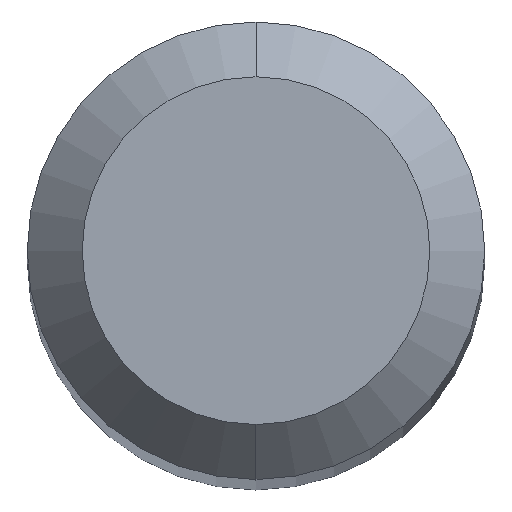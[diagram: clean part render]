
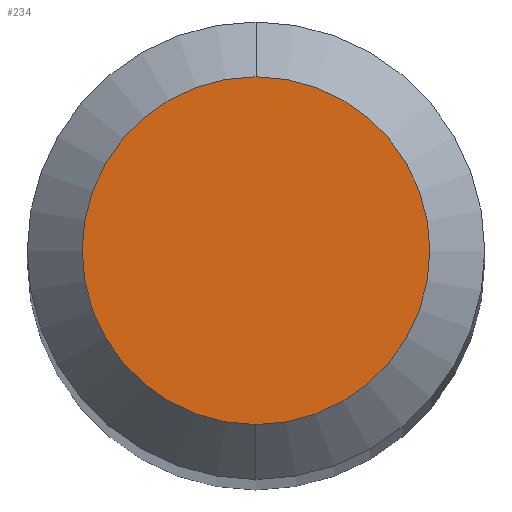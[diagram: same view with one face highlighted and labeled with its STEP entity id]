
A CAD part, top view. The second image highlights one B-rep face of the part: STEP entity #234.
In plain terms, the highlighted planar face has unit normal (0, 0, 1).
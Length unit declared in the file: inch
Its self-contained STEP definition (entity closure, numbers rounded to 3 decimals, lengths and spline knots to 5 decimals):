
#17 = DIRECTION ( 'NONE',  ( 0., 0., 1. ) ) ;
#34 = DIRECTION ( 'NONE',  ( 0., 1., 0. ) ) ;
#63 = PLANE ( 'NONE',  #464 ) ;
#120 = DIRECTION ( 'NONE',  ( 0., -1., 0. ) ) ;
#158 = EDGE_LOOP ( 'NONE', ( #310, #482 ) ) ;
#188 = CARTESIAN_POINT ( 'NONE',  ( 0., 0.0475, 0. ) ) ;
#207 = CIRCLE ( 'NONE', #299, 0.0475 ) ;
#234 = ADVANCED_FACE ( 'NONE', ( #447 ), #63, .F. ) ;
#235 = CARTESIAN_POINT ( 'NONE',  ( 0., -0.0475, 0. ) ) ;
#245 = CARTESIAN_POINT ( 'NONE',  ( 0., 0., 0. ) ) ;
#256 = AXIS2_PLACEMENT_3D ( 'NONE', #456, #17, #405 ) ;
#267 = CIRCLE ( 'NONE', #256, 0.0475 ) ;
#299 = AXIS2_PLACEMENT_3D ( 'NONE', #245, #322, #120 ) ;
#310 = ORIENTED_EDGE ( 'NONE', *, *, #504, .T. ) ;
#322 = DIRECTION ( 'NONE',  ( 0., 0., 1. ) ) ;
#349 = VERTEX_POINT ( 'NONE', #235 ) ;
#382 = VERTEX_POINT ( 'NONE', #188 ) ;
#395 = EDGE_CURVE ( 'NONE', #349, #382, #267, .T. ) ;
#402 = CARTESIAN_POINT ( 'NONE',  ( 0., 0.0475, 0. ) ) ;
#405 = DIRECTION ( 'NONE',  ( 0., -1., 0. ) ) ;
#447 = FACE_OUTER_BOUND ( 'NONE', #158, .T. ) ;
#456 = CARTESIAN_POINT ( 'NONE',  ( 0., 0., 0. ) ) ;
#464 = AXIS2_PLACEMENT_3D ( 'NONE', #402, #502, #34 ) ;
#482 = ORIENTED_EDGE ( 'NONE', *, *, #395, .T. ) ;
#502 = DIRECTION ( 'NONE',  ( 0., 0., -1. ) ) ;
#504 = EDGE_CURVE ( 'NONE', #382, #349, #207, .T. ) ;
